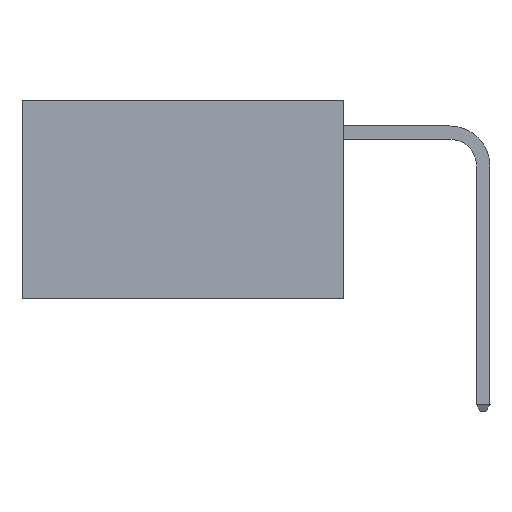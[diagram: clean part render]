
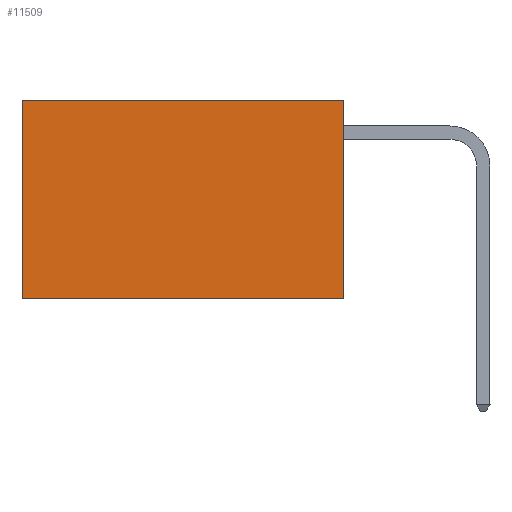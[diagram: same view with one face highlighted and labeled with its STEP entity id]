
A CAD part, left-side view. The second image highlights one B-rep face of the part: STEP entity #11509.
In plain terms, the highlighted planar face has unit normal (-1, 0, 0).
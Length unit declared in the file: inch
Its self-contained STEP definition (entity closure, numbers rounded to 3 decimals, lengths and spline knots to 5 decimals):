
#212 = ORIENTED_EDGE ( 'NONE', *, *, #7042, .F. ) ;
#273 = VECTOR ( 'NONE', #11890, 39.37008 ) ;
#597 = EDGE_CURVE ( 'NONE', #2775, #4077, #7875, .T. ) ;
#769 = PLANE ( 'NONE',  #2512 ) ;
#865 = ORIENTED_EDGE ( 'NONE', *, *, #597, .T. ) ;
#1492 = CARTESIAN_POINT ( 'NONE',  ( 0.2625, 0., 0. ) ) ;
#1681 = VERTEX_POINT ( 'NONE', #7109 ) ;
#1949 = CARTESIAN_POINT ( 'NONE',  ( 0.2625, 0., 0. ) ) ;
#2038 = ORIENTED_EDGE ( 'NONE', *, *, #6242, .F. ) ;
#2436 = CARTESIAN_POINT ( 'NONE',  ( 0.2625, 0., 0. ) ) ;
#2512 = AXIS2_PLACEMENT_3D ( 'NONE', #1949, #5452, #13423 ) ;
#2775 = VERTEX_POINT ( 'NONE', #1492 ) ;
#3447 = LINE ( 'NONE', #10866, #6519 ) ;
#3858 = CARTESIAN_POINT ( 'NONE',  ( 0.2625, 0., 0. ) ) ;
#4077 = VERTEX_POINT ( 'NONE', #10274 ) ;
#4089 = VECTOR ( 'NONE', #11531, 39.37008 ) ;
#4415 = VECTOR ( 'NONE', #14227, 39.37008 ) ;
#4650 = CARTESIAN_POINT ( 'NONE',  ( 0.2625, 0., -0.37 ) ) ;
#5357 = FACE_OUTER_BOUND ( 'NONE', #14253, .T. ) ;
#5452 = DIRECTION ( 'NONE',  ( 1., 0., 0. ) ) ;
#6242 = EDGE_CURVE ( 'NONE', #2775, #12535, #9548, .T. ) ;
#6519 = VECTOR ( 'NONE', #14190, 39.37008 ) ;
#7042 = EDGE_CURVE ( 'NONE', #12535, #1681, #7923, .T. ) ;
#7109 = CARTESIAN_POINT ( 'NONE',  ( 0.2625, 0.6, -0.37 ) ) ;
#7875 = LINE ( 'NONE', #2436, #4415 ) ;
#7923 = LINE ( 'NONE', #4650, #4089 ) ;
#8775 = ORIENTED_EDGE ( 'NONE', *, *, #10175, .T. ) ;
#9548 = LINE ( 'NONE', #3858, #273 ) ;
#10175 = EDGE_CURVE ( 'NONE', #4077, #1681, #3447, .T. ) ;
#10274 = CARTESIAN_POINT ( 'NONE',  ( 0.2625, 0.6, 0. ) ) ;
#10866 = CARTESIAN_POINT ( 'NONE',  ( 0.2625, 0.6, 0. ) ) ;
#11509 = ADVANCED_FACE ( 'NONE', ( #5357 ), #769, .F. ) ;
#11531 = DIRECTION ( 'NONE',  ( 0., 1., 0. ) ) ;
#11890 = DIRECTION ( 'NONE',  ( 0., 0., -1. ) ) ;
#12097 = CARTESIAN_POINT ( 'NONE',  ( 0.2625, 0., -0.37 ) ) ;
#12535 = VERTEX_POINT ( 'NONE', #12097 ) ;
#13423 = DIRECTION ( 'NONE',  ( 0., 0., -1. ) ) ;
#14190 = DIRECTION ( 'NONE',  ( 0., 0., -1. ) ) ;
#14227 = DIRECTION ( 'NONE',  ( 0., 1., 0. ) ) ;
#14253 = EDGE_LOOP ( 'NONE', ( #8775, #212, #2038, #865 ) ) ;
